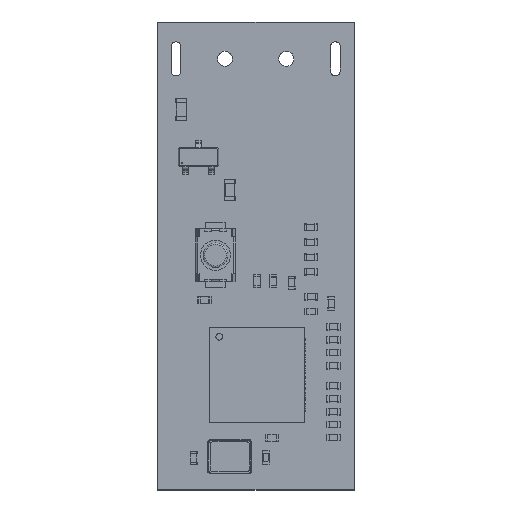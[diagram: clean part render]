
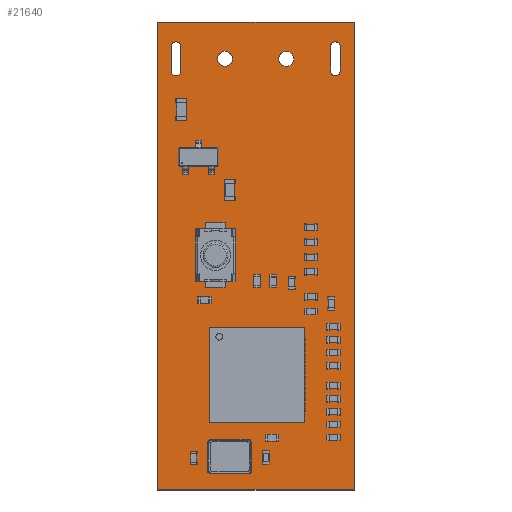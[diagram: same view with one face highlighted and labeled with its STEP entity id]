
A CAD part, top view. The second image highlights one B-rep face of the part: STEP entity #21640.
In plain terms, the highlighted planar face has unit normal (0, 0, 1).
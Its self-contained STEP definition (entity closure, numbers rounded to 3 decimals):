
#21335 = VERTEX_POINT('',#21336);
#21336 = CARTESIAN_POINT('',(197.75,-83.725,1.51));
#21342 = EDGE_CURVE('',#21335,#21343,#21345,.T.);
#21343 = VERTEX_POINT('',#21344);
#21344 = CARTESIAN_POINT('',(183.3,-83.725,1.51));
#21345 = LINE('',#21346,#21347);
#21346 = CARTESIAN_POINT('',(197.75,-83.725,1.51));
#21347 = VECTOR('',#21348,1.);
#21348 = DIRECTION('',(-1.,0.,0.));
#21375 = VERTEX_POINT('',#21376);
#21376 = CARTESIAN_POINT('',(197.75,-49.375,1.51));
#21382 = EDGE_CURVE('',#21375,#21335,#21383,.T.);
#21383 = LINE('',#21384,#21385);
#21384 = CARTESIAN_POINT('',(197.75,-49.375,1.51));
#21385 = VECTOR('',#21386,1.);
#21386 = DIRECTION('',(0.,-1.,0.));
#21404 = EDGE_CURVE('',#21343,#21405,#21407,.T.);
#21405 = VERTEX_POINT('',#21406);
#21406 = CARTESIAN_POINT('',(183.3,-49.375,1.51));
#21407 = LINE('',#21408,#21409);
#21408 = CARTESIAN_POINT('',(183.3,-83.725,1.51));
#21409 = VECTOR('',#21410,1.);
#21410 = DIRECTION('',(0.,1.,0.));
#21640 = ADVANCED_FACE('',(#21641,#21652,#21663,#21674,#21685,#21696,
    #21707,#21718,#21729,#21740,#21751,#21787,#21798,#21809),#21845,.T.
  );
#21641 = FACE_BOUND('',#21642,.T.);
#21642 = EDGE_LOOP('',(#21643,#21644,#21645,#21651));
#21643 = ORIENTED_EDGE('',*,*,#21342,.F.);
#21644 = ORIENTED_EDGE('',*,*,#21382,.F.);
#21645 = ORIENTED_EDGE('',*,*,#21646,.F.);
#21646 = EDGE_CURVE('',#21405,#21375,#21647,.T.);
#21647 = LINE('',#21648,#21649);
#21648 = CARTESIAN_POINT('',(183.3,-49.375,1.51));
#21649 = VECTOR('',#21650,1.);
#21650 = DIRECTION('',(1.,0.,0.));
#21651 = ORIENTED_EDGE('',*,*,#21404,.F.);
#21652 = FACE_BOUND('',#21653,.T.);
#21653 = EDGE_LOOP('',(#21654));
#21654 = ORIENTED_EDGE('',*,*,#21655,.T.);
#21655 = EDGE_CURVE('',#21656,#21656,#21658,.T.);
#21656 = VERTEX_POINT('',#21657);
#21657 = CARTESIAN_POINT('',(189.25,-76.775,1.51));
#21658 = CIRCLE('',#21659,0.125);
#21659 = AXIS2_PLACEMENT_3D('',#21660,#21661,#21662);
#21660 = CARTESIAN_POINT('',(189.25,-76.65,1.51));
#21661 = DIRECTION('',(-0.,0.,-1.));
#21662 = DIRECTION('',(-0.,-1.,0.));
#21663 = FACE_BOUND('',#21664,.T.);
#21664 = EDGE_LOOP('',(#21665));
#21665 = ORIENTED_EDGE('',*,*,#21666,.T.);
#21666 = EDGE_CURVE('',#21667,#21667,#21669,.T.);
#21667 = VERTEX_POINT('',#21668);
#21668 = CARTESIAN_POINT('',(189.25,-75.4,1.51));
#21669 = CIRCLE('',#21670,0.125);
#21670 = AXIS2_PLACEMENT_3D('',#21671,#21672,#21673);
#21671 = CARTESIAN_POINT('',(189.25,-75.275,1.51));
#21672 = DIRECTION('',(-0.,0.,-1.));
#21673 = DIRECTION('',(-0.,-1.,0.));
#21674 = FACE_BOUND('',#21675,.T.);
#21675 = EDGE_LOOP('',(#21676));
#21676 = ORIENTED_EDGE('',*,*,#21677,.T.);
#21677 = EDGE_CURVE('',#21678,#21678,#21680,.T.);
#21678 = VERTEX_POINT('',#21679);
#21679 = CARTESIAN_POINT('',(189.25,-74.025,1.51));
#21680 = CIRCLE('',#21681,0.125);
#21681 = AXIS2_PLACEMENT_3D('',#21682,#21683,#21684);
#21682 = CARTESIAN_POINT('',(189.25,-73.9,1.51));
#21683 = DIRECTION('',(-0.,0.,-1.));
#21684 = DIRECTION('',(-0.,-1.,0.));
#21685 = FACE_BOUND('',#21686,.T.);
#21686 = EDGE_LOOP('',(#21687));
#21687 = ORIENTED_EDGE('',*,*,#21688,.T.);
#21688 = EDGE_CURVE('',#21689,#21689,#21691,.T.);
#21689 = VERTEX_POINT('',#21690);
#21690 = CARTESIAN_POINT('',(190.625,-76.775,1.51));
#21691 = CIRCLE('',#21692,0.125);
#21692 = AXIS2_PLACEMENT_3D('',#21693,#21694,#21695);
#21693 = CARTESIAN_POINT('',(190.625,-76.65,1.51));
#21694 = DIRECTION('',(-0.,0.,-1.));
#21695 = DIRECTION('',(-0.,-1.,0.));
#21696 = FACE_BOUND('',#21697,.T.);
#21697 = EDGE_LOOP('',(#21698));
#21698 = ORIENTED_EDGE('',*,*,#21699,.T.);
#21699 = EDGE_CURVE('',#21700,#21700,#21702,.T.);
#21700 = VERTEX_POINT('',#21701);
#21701 = CARTESIAN_POINT('',(190.625,-75.4,1.51));
#21702 = CIRCLE('',#21703,0.125);
#21703 = AXIS2_PLACEMENT_3D('',#21704,#21705,#21706);
#21704 = CARTESIAN_POINT('',(190.625,-75.275,1.51));
#21705 = DIRECTION('',(-0.,0.,-1.));
#21706 = DIRECTION('',(-0.,-1.,0.));
#21707 = FACE_BOUND('',#21708,.T.);
#21708 = EDGE_LOOP('',(#21709));
#21709 = ORIENTED_EDGE('',*,*,#21710,.T.);
#21710 = EDGE_CURVE('',#21711,#21711,#21713,.T.);
#21711 = VERTEX_POINT('',#21712);
#21712 = CARTESIAN_POINT('',(192.,-76.775,1.51));
#21713 = CIRCLE('',#21714,0.125);
#21714 = AXIS2_PLACEMENT_3D('',#21715,#21716,#21717);
#21715 = CARTESIAN_POINT('',(192.,-76.65,1.51));
#21716 = DIRECTION('',(-0.,0.,-1.));
#21717 = DIRECTION('',(-0.,-1.,0.));
#21718 = FACE_BOUND('',#21719,.T.);
#21719 = EDGE_LOOP('',(#21720));
#21720 = ORIENTED_EDGE('',*,*,#21721,.T.);
#21721 = EDGE_CURVE('',#21722,#21722,#21724,.T.);
#21722 = VERTEX_POINT('',#21723);
#21723 = CARTESIAN_POINT('',(192.,-75.4,1.51));
#21724 = CIRCLE('',#21725,0.125);
#21725 = AXIS2_PLACEMENT_3D('',#21726,#21727,#21728);
#21726 = CARTESIAN_POINT('',(192.,-75.275,1.51));
#21727 = DIRECTION('',(-0.,0.,-1.));
#21728 = DIRECTION('',(-0.,-1.,0.));
#21729 = FACE_BOUND('',#21730,.T.);
#21730 = EDGE_LOOP('',(#21731));
#21731 = ORIENTED_EDGE('',*,*,#21732,.T.);
#21732 = EDGE_CURVE('',#21733,#21733,#21735,.T.);
#21733 = VERTEX_POINT('',#21734);
#21734 = CARTESIAN_POINT('',(190.625,-74.025,1.51));
#21735 = CIRCLE('',#21736,0.125);
#21736 = AXIS2_PLACEMENT_3D('',#21737,#21738,#21739);
#21737 = CARTESIAN_POINT('',(190.625,-73.9,1.51));
#21738 = DIRECTION('',(-0.,0.,-1.));
#21739 = DIRECTION('',(-0.,-1.,0.));
#21740 = FACE_BOUND('',#21741,.T.);
#21741 = EDGE_LOOP('',(#21742));
#21742 = ORIENTED_EDGE('',*,*,#21743,.T.);
#21743 = EDGE_CURVE('',#21744,#21744,#21746,.T.);
#21744 = VERTEX_POINT('',#21745);
#21745 = CARTESIAN_POINT('',(192.,-74.025,1.51));
#21746 = CIRCLE('',#21747,0.125);
#21747 = AXIS2_PLACEMENT_3D('',#21748,#21749,#21750);
#21748 = CARTESIAN_POINT('',(192.,-73.9,1.51));
#21749 = DIRECTION('',(-0.,0.,-1.));
#21750 = DIRECTION('',(-0.,-1.,0.));
#21751 = FACE_BOUND('',#21752,.T.);
#21752 = EDGE_LOOP('',(#21753,#21764,#21772,#21781));
#21753 = ORIENTED_EDGE('',*,*,#21754,.T.);
#21754 = EDGE_CURVE('',#21755,#21757,#21759,.T.);
#21755 = VERTEX_POINT('',#21756);
#21756 = CARTESIAN_POINT('',(184.3,-51.175,1.51));
#21757 = VERTEX_POINT('',#21758);
#21758 = CARTESIAN_POINT('',(185.,-51.175,1.51));
#21759 = CIRCLE('',#21760,0.35);
#21760 = AXIS2_PLACEMENT_3D('',#21761,#21762,#21763);
#21761 = CARTESIAN_POINT('',(184.65,-51.175,1.51));
#21762 = DIRECTION('',(0.,-0.,-1.));
#21763 = DIRECTION('',(1.,0.,0.));
#21764 = ORIENTED_EDGE('',*,*,#21765,.T.);
#21765 = EDGE_CURVE('',#21757,#21766,#21768,.T.);
#21766 = VERTEX_POINT('',#21767);
#21767 = CARTESIAN_POINT('',(185.,-52.975,1.51));
#21768 = LINE('',#21769,#21770);
#21769 = CARTESIAN_POINT('',(185.,-26.488,1.51));
#21770 = VECTOR('',#21771,1.);
#21771 = DIRECTION('',(0.,-1.,0.));
#21772 = ORIENTED_EDGE('',*,*,#21773,.T.);
#21773 = EDGE_CURVE('',#21766,#21774,#21776,.T.);
#21774 = VERTEX_POINT('',#21775);
#21775 = CARTESIAN_POINT('',(184.3,-52.975,1.51));
#21776 = CIRCLE('',#21777,0.35);
#21777 = AXIS2_PLACEMENT_3D('',#21778,#21779,#21780);
#21778 = CARTESIAN_POINT('',(184.65,-52.975,1.51));
#21779 = DIRECTION('',(-0.,0.,-1.));
#21780 = DIRECTION('',(-1.,0.,0.));
#21781 = ORIENTED_EDGE('',*,*,#21782,.T.);
#21782 = EDGE_CURVE('',#21774,#21755,#21783,.T.);
#21783 = LINE('',#21784,#21785);
#21784 = CARTESIAN_POINT('',(184.3,-25.588,1.51));
#21785 = VECTOR('',#21786,1.);
#21786 = DIRECTION('',(-0.,1.,0.));
#21787 = FACE_BOUND('',#21788,.T.);
#21788 = EDGE_LOOP('',(#21789));
#21789 = ORIENTED_EDGE('',*,*,#21790,.T.);
#21790 = EDGE_CURVE('',#21791,#21791,#21793,.T.);
#21791 = VERTEX_POINT('',#21792);
#21792 = CARTESIAN_POINT('',(188.25,-52.625,1.51));
#21793 = CIRCLE('',#21794,0.55);
#21794 = AXIS2_PLACEMENT_3D('',#21795,#21796,#21797);
#21795 = CARTESIAN_POINT('',(188.25,-52.075,1.51));
#21796 = DIRECTION('',(-0.,0.,-1.));
#21797 = DIRECTION('',(-0.,-1.,0.));
#21798 = FACE_BOUND('',#21799,.T.);
#21799 = EDGE_LOOP('',(#21800));
#21800 = ORIENTED_EDGE('',*,*,#21801,.T.);
#21801 = EDGE_CURVE('',#21802,#21802,#21804,.T.);
#21802 = VERTEX_POINT('',#21803);
#21803 = CARTESIAN_POINT('',(192.75,-52.625,1.51));
#21804 = CIRCLE('',#21805,0.55);
#21805 = AXIS2_PLACEMENT_3D('',#21806,#21807,#21808);
#21806 = CARTESIAN_POINT('',(192.75,-52.075,1.51));
#21807 = DIRECTION('',(-0.,0.,-1.));
#21808 = DIRECTION('',(-0.,-1.,0.));
#21809 = FACE_BOUND('',#21810,.T.);
#21810 = EDGE_LOOP('',(#21811,#21822,#21830,#21839));
#21811 = ORIENTED_EDGE('',*,*,#21812,.T.);
#21812 = EDGE_CURVE('',#21813,#21815,#21817,.T.);
#21813 = VERTEX_POINT('',#21814);
#21814 = CARTESIAN_POINT('',(196.,-51.175,1.51));
#21815 = VERTEX_POINT('',#21816);
#21816 = CARTESIAN_POINT('',(196.7,-51.175,1.51));
#21817 = CIRCLE('',#21818,0.35);
#21818 = AXIS2_PLACEMENT_3D('',#21819,#21820,#21821);
#21819 = CARTESIAN_POINT('',(196.35,-51.175,1.51));
#21820 = DIRECTION('',(0.,-0.,-1.));
#21821 = DIRECTION('',(1.,0.,0.));
#21822 = ORIENTED_EDGE('',*,*,#21823,.T.);
#21823 = EDGE_CURVE('',#21815,#21824,#21826,.T.);
#21824 = VERTEX_POINT('',#21825);
#21825 = CARTESIAN_POINT('',(196.7,-52.975,1.51));
#21826 = LINE('',#21827,#21828);
#21827 = CARTESIAN_POINT('',(196.7,-26.488,1.51));
#21828 = VECTOR('',#21829,1.);
#21829 = DIRECTION('',(0.,-1.,0.));
#21830 = ORIENTED_EDGE('',*,*,#21831,.T.);
#21831 = EDGE_CURVE('',#21824,#21832,#21834,.T.);
#21832 = VERTEX_POINT('',#21833);
#21833 = CARTESIAN_POINT('',(196.,-52.975,1.51));
#21834 = CIRCLE('',#21835,0.35);
#21835 = AXIS2_PLACEMENT_3D('',#21836,#21837,#21838);
#21836 = CARTESIAN_POINT('',(196.35,-52.975,1.51));
#21837 = DIRECTION('',(-0.,0.,-1.));
#21838 = DIRECTION('',(-1.,0.,0.));
#21839 = ORIENTED_EDGE('',*,*,#21840,.T.);
#21840 = EDGE_CURVE('',#21832,#21813,#21841,.T.);
#21841 = LINE('',#21842,#21843);
#21842 = CARTESIAN_POINT('',(196.,-25.588,1.51));
#21843 = VECTOR('',#21844,1.);
#21844 = DIRECTION('',(-0.,1.,0.));
#21845 = PLANE('',#21846);
#21846 = AXIS2_PLACEMENT_3D('',#21847,#21848,#21849);
#21847 = CARTESIAN_POINT('',(0.,0.,1.51));
#21848 = DIRECTION('',(0.,0.,1.));
#21849 = DIRECTION('',(1.,0.,-0.));
